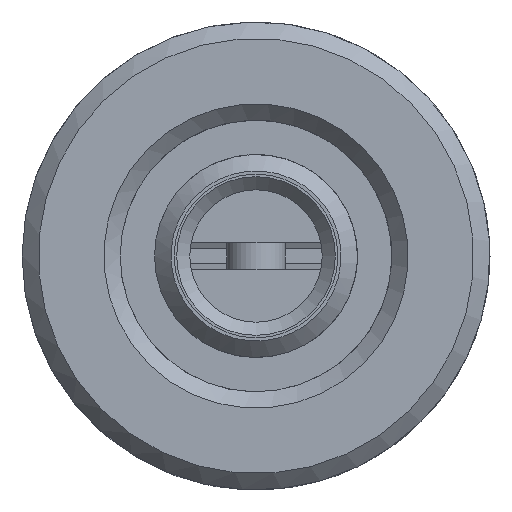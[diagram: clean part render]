
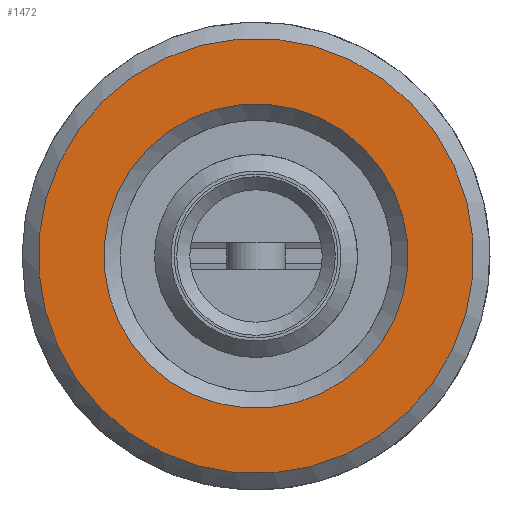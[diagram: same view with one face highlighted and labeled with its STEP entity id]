
A CAD part, front view. The second image highlights one B-rep face of the part: STEP entity #1472.
In plain terms, the highlighted planar face has unit normal (0, -1, 0).
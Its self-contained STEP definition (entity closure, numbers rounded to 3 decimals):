
#38=FACE_BOUND('',#212,.T.);
#64=PLANE('',#1604);
#132=FACE_OUTER_BOUND('',#211,.T.);
#211=EDGE_LOOP('',(#1274));
#212=EDGE_LOOP('',(#1275));
#261=CIRCLE('',#1603,4.65);
#262=CIRCLE('',#1605,6.65);
#642=VERTEX_POINT('',#28442);
#643=VERTEX_POINT('',#28446);
#857=EDGE_CURVE('',#642,#642,#261,.T.);
#858=EDGE_CURVE('',#643,#643,#262,.T.);
#1274=ORIENTED_EDGE('',*,*,#858,.F.);
#1275=ORIENTED_EDGE('',*,*,#857,.F.);
#1472=ADVANCED_FACE('',(#132,#38),#64,.T.);
#1603=AXIS2_PLACEMENT_3D('',#28444,#1876,#1877);
#1604=AXIS2_PLACEMENT_3D('',#28445,#1878,#1879);
#1605=AXIS2_PLACEMENT_3D('',#28447,#1880,#1881);
#1876=DIRECTION('center_axis',(0.,-1.,0.));
#1877=DIRECTION('ref_axis',(-1.,0.,0.));
#1878=DIRECTION('center_axis',(0.,-1.,0.));
#1879=DIRECTION('ref_axis',(0.,0.,
1.));
#1880=DIRECTION('center_axis',(0.,1.,0.));
#1881=DIRECTION('ref_axis',(-1.,0.,0.));
#28442=CARTESIAN_POINT('',(3.784,0.,2.702));
#28444=CARTESIAN_POINT('Origin',(0.,0.,
0.));
#28445=CARTESIAN_POINT('Origin',(6.65,0.,0.));
#28446=CARTESIAN_POINT('',(5.412,0.,-3.864));
#28447=CARTESIAN_POINT('Origin',(0.,0.,
0.));
